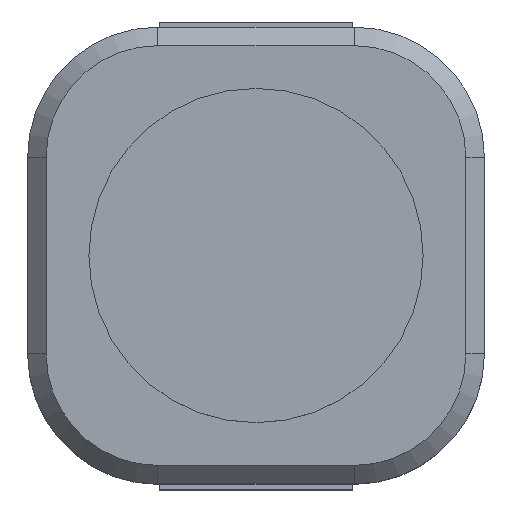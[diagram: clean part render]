
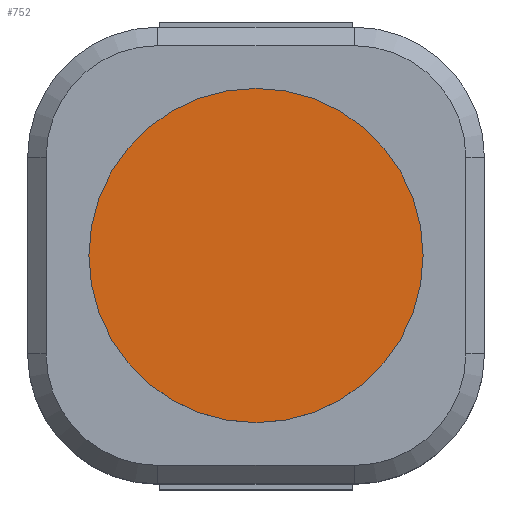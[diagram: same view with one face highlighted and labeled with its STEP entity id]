
A CAD part, top view. The second image highlights one B-rep face of the part: STEP entity #752.
In plain terms, the highlighted planar face has unit normal (0, 0, 1).
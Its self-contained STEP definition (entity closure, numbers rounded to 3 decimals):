
#703 = VERTEX_POINT('',#704);
#704 = CARTESIAN_POINT('',(4.5,0.,7.8));
#710 = EDGE_CURVE('',#703,#703,#711,.T.);
#711 = CIRCLE('',#712,4.5);
#712 = AXIS2_PLACEMENT_3D('',#713,#714,#715);
#713 = CARTESIAN_POINT('',(0.,0.,7.8));
#714 = DIRECTION('',(0.,0.,1.));
#715 = DIRECTION('',(1.,0.,0.));
#752 = ADVANCED_FACE('',(#753),#756,.T.);
#753 = FACE_BOUND('',#754,.T.);
#754 = EDGE_LOOP('',(#755));
#755 = ORIENTED_EDGE('',*,*,#710,.T.);
#756 = PLANE('',#757);
#757 = AXIS2_PLACEMENT_3D('',#758,#759,#760);
#758 = CARTESIAN_POINT('',(0.,0.,7.8));
#759 = DIRECTION('',(0.,0.,1.));
#760 = DIRECTION('',(0.,1.,0.));
